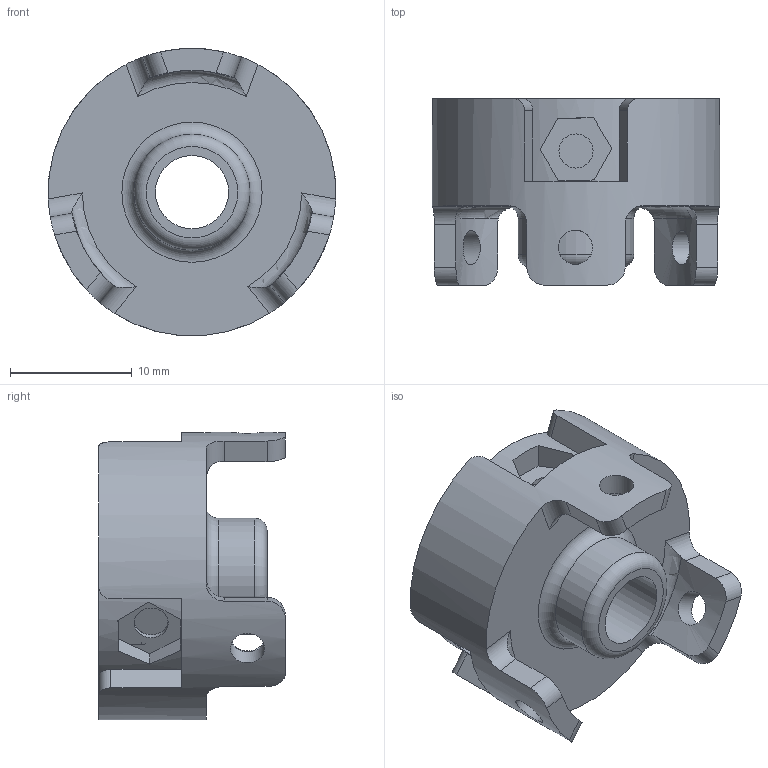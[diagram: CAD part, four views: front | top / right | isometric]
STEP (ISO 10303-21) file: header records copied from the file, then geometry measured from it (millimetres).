
FILE_DESCRIPTION (( 'STEP AP203' ), '1' );
FILE_NAME ('sensor_base.STEP', '2024-09-16T16:04:38', ( '' ), ( '' ), 'SwSTEP 2.0', 'SolidWorks 2022', '' );
FILE_SCHEMA (( 'CONFIG_CONTROL_DESIGN' ));
Length unit declared in the file: millimetre
Products named in the file (1): sensor_base
Bounding box: 23.57 x 15.31 x 23.57 mm (x, y, z)
Volume: 2936.3 mm3; surface area: 2501 mm2
Topology: 1 solids, 1 shells, 114 faces, 300 edges, 195 vertices
Faces by surface type: plane 60, cylinder 40, torus 9, bspline 4, cone 1
Full cylindrical faces by diameter (mm): 2.8 x6, 6 x1, 9.5 x1, 23.6 x1
Entity records: 4247 total; most frequent: CARTESIAN_POINT 1542, ORIENTED_EDGE 570, DIRECTION 490, EDGE_CURVE 285, VERTEX_POINT 192, AXIS2_PLACEMENT_3D 172, LINE 146, VECTOR 146
